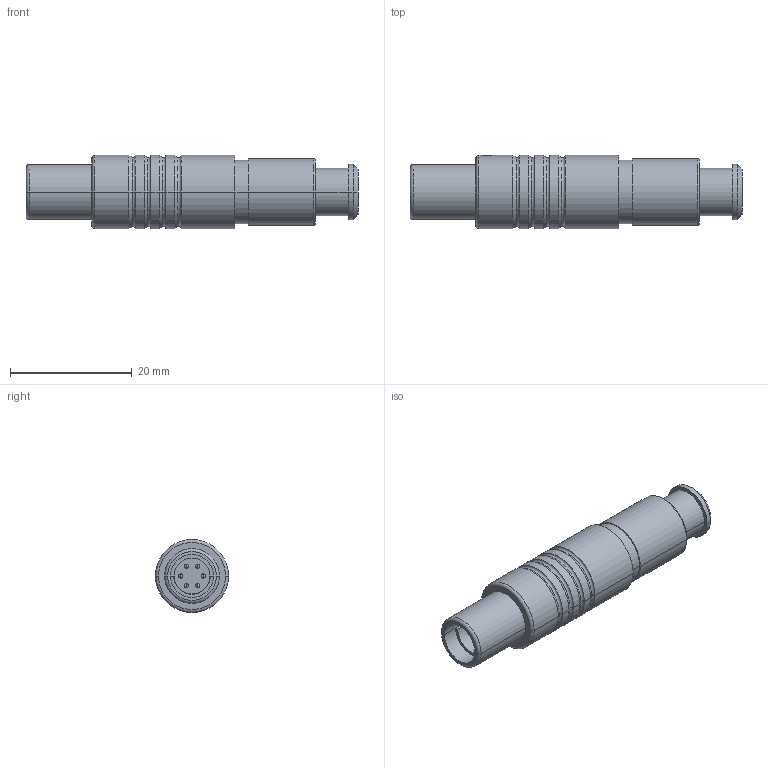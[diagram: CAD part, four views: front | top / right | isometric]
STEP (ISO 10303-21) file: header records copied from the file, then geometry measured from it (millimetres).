
FILE_DESCRIPTION((''),'2;1');
FILE_NAME('S21F1C-P06M','2021-02-03T15:10:27',('RTrager'),(''),'CREO PARAMETRIC BY PTC INC, 2018300','CREO PARAMETRIC BY PTC INC, 2018300','');
FILE_SCHEMA(('AP242_MANAGED_MODEL_BASED_3D_ENGINEERING_MIM_LF { 1 0 10303 442 1 1 4 }'));
Length unit declared in the file: millimetre
Products named in the file (1): S21F1C-P06M
Bounding box: 54.5 x 12 x 12 mm (x, y, z)
Volume: 3676.2 mm3; surface area: 3142.3 mm2
Topology: 1 solids, 1 shells, 149 faces, 346 edges, 208 vertices
Faces by surface type: cylinder 81, plane 26, torus 20, sphere 12, cone 10
Entity records: 6600 total; most frequent: CARTESIAN_POINT 1003, DIRECTION 792, ORIENTED_EDGE 668, PRESENTATION_STYLE_ASSIGNMENT 425, AXIS2_PLACEMENT_3D 341, STYLED_ITEM 338, CURVE_STYLE 334, EDGE_CURVE 334
